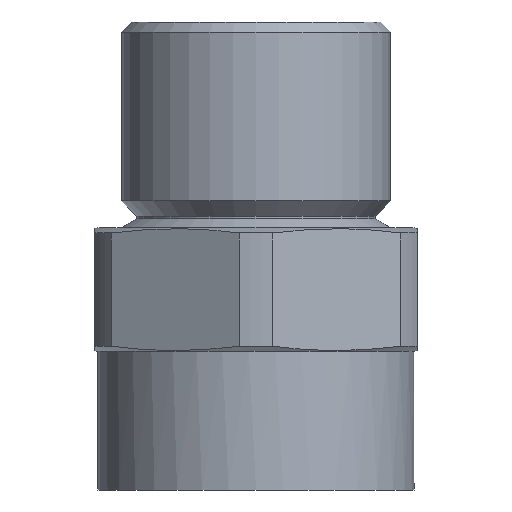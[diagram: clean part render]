
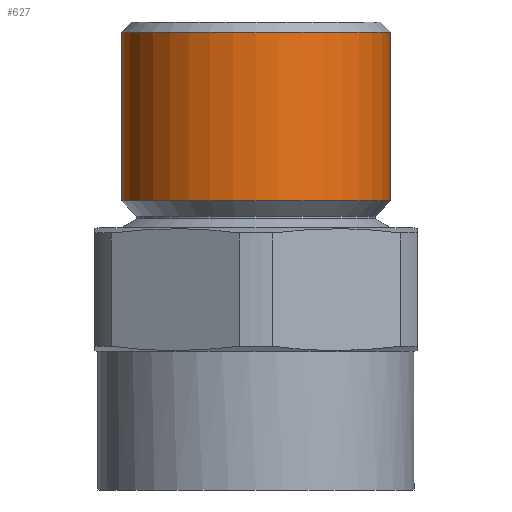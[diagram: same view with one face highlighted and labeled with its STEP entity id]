
A CAD part, front view. The second image highlights one B-rep face of the part: STEP entity #627.
In plain terms, the highlighted cylindrical face has radius 10 mm (diameter 20 mm), a full revolution.
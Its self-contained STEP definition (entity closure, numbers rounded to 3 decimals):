
#93 = CARTESIAN_POINT ( 'NONE',  ( 0., 0., 0. ) ) ;
#98 = AXIS2_PLACEMENT_3D ( 'NONE', #736, #336, #812 ) ;
#112 = CARTESIAN_POINT ( 'NONE',  ( 0., 10., 21.5 ) ) ;
#278 = CARTESIAN_POINT ( 'NONE',  ( 0., 0., 34.05 ) ) ;
#294 = DIRECTION ( 'NONE',  ( 0., 0., -1. ) ) ;
#301 = VERTEX_POINT ( 'NONE', #664 ) ;
#335 = ORIENTED_EDGE ( 'NONE', *, *, #337, .F. ) ;
#336 = DIRECTION ( 'NONE',  ( 0., 0., -1. ) ) ;
#337 = EDGE_CURVE ( 'NONE', #854, #854, #531, .T. ) ;
#355 = DIRECTION ( 'NONE',  ( 1., 0., 0. ) ) ;
#432 = AXIS2_PLACEMENT_3D ( 'NONE', #278, #755, #355 ) ;
#444 = DIRECTION ( 'NONE',  ( -1., 0., 0. ) ) ;
#486 = EDGE_CURVE ( 'NONE', #301, #301, #640, .T. ) ;
#531 = CIRCLE ( 'NONE', #98, 10. ) ;
#556 = EDGE_LOOP ( 'NONE', ( #831 ) ) ;
#627 = ADVANCED_FACE ( 'NONE', ( #786, #862 ), #754, .T. ) ;
#630 = AXIS2_PLACEMENT_3D ( 'NONE', #93, #294, #444 ) ;
#640 = CIRCLE ( 'NONE', #432, 10. ) ;
#643 = EDGE_LOOP ( 'NONE', ( #335 ) ) ;
#664 = CARTESIAN_POINT ( 'NONE',  ( 10., 0., 34.05 ) ) ;
#736 = CARTESIAN_POINT ( 'NONE',  ( 0., 0., 21.5 ) ) ;
#754 = CYLINDRICAL_SURFACE ( 'NONE', #630, 10. ) ;
#755 = DIRECTION ( 'NONE',  ( 0., 0., -1. ) ) ;
#786 = FACE_OUTER_BOUND ( 'NONE', #643, .T. ) ;
#812 = DIRECTION ( 'NONE',  ( 0., 1., 0. ) ) ;
#831 = ORIENTED_EDGE ( 'NONE', *, *, #486, .T. ) ;
#854 = VERTEX_POINT ( 'NONE', #112 ) ;
#862 = FACE_OUTER_BOUND ( 'NONE', #556, .T. ) ;
